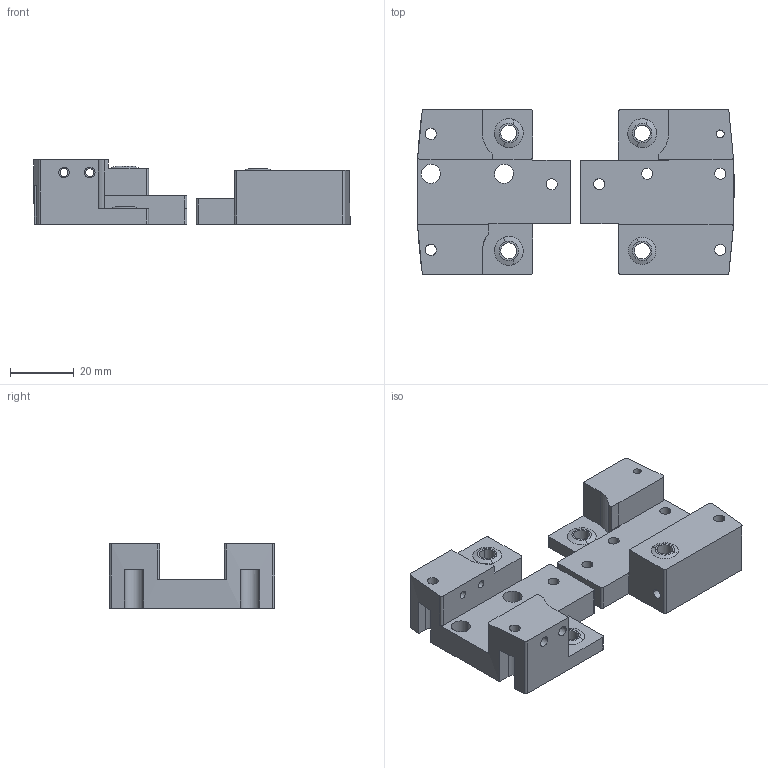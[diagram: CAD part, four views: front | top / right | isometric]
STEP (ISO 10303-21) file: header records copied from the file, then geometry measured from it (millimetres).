
FILE_DESCRIPTION(/* description */ (''),/* implementation_level */ '2;1');
FILE_NAME(/* name */ 'XY_Bracket_XY_L',/* time_stamp */ '2018-06-11T21:06:49+02:00',/* author */ (''),/* organization */ (''),/* preprocessor_version */ 'ST-DEVELOPER v16.5',/* originating_system */ '',/* authorisation */ '');
FILE_SCHEMA (('AUTOMOTIVE_DESIGN'));
Length unit declared in the file: millimetre
Products named in the file (1): Document
Bounding box: 99.61 x 52 x 20.23 mm (x, y, z)
Volume: 47544.6 mm3; surface area: 17567.4 mm2
Topology: 2 solids, 2 shells, 126 faces, 347 edges, 227 vertices
Faces by surface type: bspline 83, plane 43
Entity records: 4162 total; most frequent: CARTESIAN_POINT 2147, ORIENTED_EDGE 694, EDGE_CURVE 347, VERTEX_POINT 227, EDGE_LOOP 164, B_SPLINE_CURVE_WITH_KNOTS 134, ADVANCED_FACE 126, FACE_OUTER_BOUND 126
